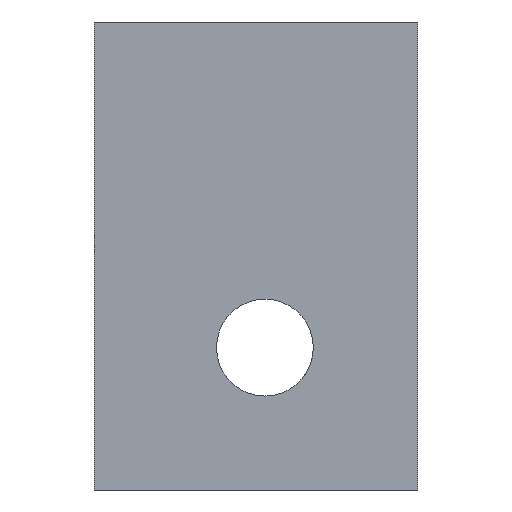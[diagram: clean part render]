
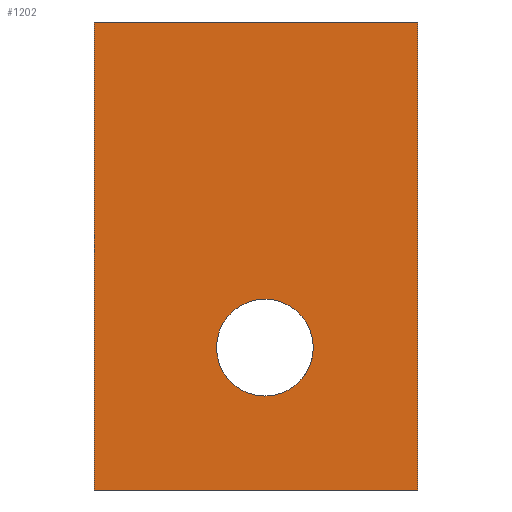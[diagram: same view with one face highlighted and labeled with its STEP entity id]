
A CAD part, front view. The second image highlights one B-rep face of the part: STEP entity #1202.
In plain terms, the highlighted planar face has unit normal (0, -1, 0).
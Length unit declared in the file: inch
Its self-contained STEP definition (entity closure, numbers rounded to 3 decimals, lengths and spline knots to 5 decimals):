
#38=PLANE('',#1376);
#82=FACE_BOUND('',#254,.T.);
#155=FACE_OUTER_BOUND('',#253,.T.);
#253=EDGE_LOOP('',(#1111,#1112,#1113,#1114));
#254=EDGE_LOOP('',(#1115,#1116));
#298=LINE('',#2486,#353);
#302=LINE('',#2494,#357);
#305=LINE('',#2500,#360);
#308=LINE('',#2505,#363);
#353=VECTOR('',#1720,0.3937);
#357=VECTOR('',#1726,0.3937);
#360=VECTOR('',#1731,0.3937);
#363=VECTOR('',#1736,0.3937);
#389=CIRCLE('',#1260,0.1875);
#390=CIRCLE('',#1261,0.1875);
#500=VERTEX_POINT('',#2038);
#501=VERTEX_POINT('',#2039);
#593=VERTEX_POINT('',#2484);
#594=VERTEX_POINT('',#2485);
#597=VERTEX_POINT('',#2493);
#599=VERTEX_POINT('',#2499);
#643=EDGE_CURVE('',#500,#501,#389,.T.);
#644=EDGE_CURVE('',#501,#500,#390,.T.);
#761=EDGE_CURVE('',#593,#594,#298,.T.);
#765=EDGE_CURVE('',#597,#593,#302,.T.);
#768=EDGE_CURVE('',#599,#597,#305,.T.);
#771=EDGE_CURVE('',#594,#599,#308,.T.);
#1111=ORIENTED_EDGE('',*,*,#771,.F.);
#1112=ORIENTED_EDGE('',*,*,#761,.F.);
#1113=ORIENTED_EDGE('',*,*,#765,.F.);
#1114=ORIENTED_EDGE('',*,*,#768,.F.);
#1115=ORIENTED_EDGE('',*,*,#643,.T.);
#1116=ORIENTED_EDGE('',*,*,#644,.T.);
#1202=ADVANCED_FACE('',(#155,#82),#38,.F.);
#1260=AXIS2_PLACEMENT_3D('',#2040,#1459,#1460);
#1261=AXIS2_PLACEMENT_3D('',#2041,#1461,#1462);
#1376=AXIS2_PLACEMENT_3D('',#2508,#1740,#1741);
#1459=DIRECTION('center_axis',(0.,1.,0.));
#1460=DIRECTION('ref_axis',(1.,0.,0.));
#1461=DIRECTION('center_axis',(0.,1.,0.));
#1462=DIRECTION('ref_axis',(1.,0.,0.));
#1720=DIRECTION('',(0.,0.,1.));
#1726=DIRECTION('',(-1.,0.,0.));
#1731=DIRECTION('',(0.,0.,-1.));
#1736=DIRECTION('',(1.,0.,0.));
#1740=DIRECTION('center_axis',(0.,1.,0.));
#1741=DIRECTION('ref_axis',(0.,0.,1.));
#2038=CARTESIAN_POINT('',(0.84695,0.,-1.25984));
#2039=CARTESIAN_POINT('',(0.47195,0.,-1.25984));
#2040=CARTESIAN_POINT('Origin',(0.65945,0.,-1.25984));
#2041=CARTESIAN_POINT('Origin',(0.65945,0.,-1.25984));
#2484=CARTESIAN_POINT('',(0.,0.,-1.81102));
#2485=CARTESIAN_POINT('',(0.,0.,0.));
#2486=CARTESIAN_POINT('',(0.,0.,-1.81102));
#2493=CARTESIAN_POINT('',(1.25,0.,-1.81102));
#2494=CARTESIAN_POINT('',(1.25,0.,-1.81102));
#2499=CARTESIAN_POINT('',(1.25,0.,0.));
#2500=CARTESIAN_POINT('',(1.25,0.,0.));
#2505=CARTESIAN_POINT('',(0.,0.,0.));
#2508=CARTESIAN_POINT('Origin',(0.625,0.,-0.90551));
